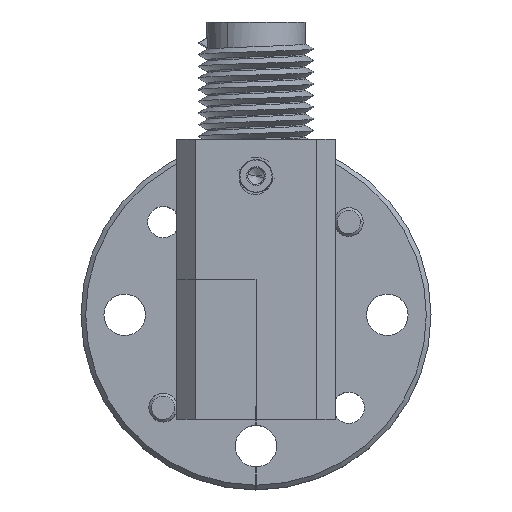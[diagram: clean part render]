
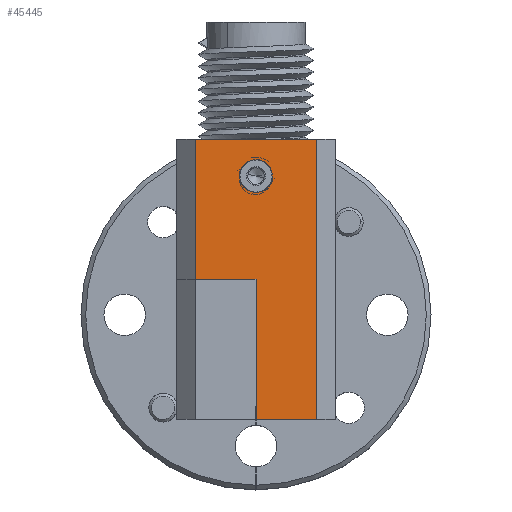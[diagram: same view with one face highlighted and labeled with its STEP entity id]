
A CAD part, top view. The second image highlights one B-rep face of the part: STEP entity #45445.
In plain terms, the highlighted planar face has unit normal (0, 0, 1).
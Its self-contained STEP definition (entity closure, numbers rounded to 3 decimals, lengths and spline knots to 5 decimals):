
#662 = FACE_BOUND ( 'NONE', #38448, .T. ) ;
#783 = EDGE_CURVE ( 'NONE', #38125, #6075, #23715, .T. ) ;
#1097 = EDGE_CURVE ( 'NONE', #31534, #6504, #15146, .T. ) ;
#2906 = VECTOR ( 'NONE', #20015, 39.37008 ) ;
#4930 = CARTESIAN_POINT ( 'NONE',  ( 1.02939, -1.72988, 0.7797 ) ) ;
#5033 = DIRECTION ( 'NONE',  ( 1., 0., 0. ) ) ;
#6063 = AXIS2_PLACEMENT_3D ( 'NONE', #30328, #27086, #44905 ) ;
#6075 = VERTEX_POINT ( 'NONE', #25709 ) ;
#6148 = ORIENTED_EDGE ( 'NONE', *, *, #19131, .F. ) ;
#6373 = EDGE_CURVE ( 'NONE', #13783, #15667, #9053, .T. ) ;
#6504 = VERTEX_POINT ( 'NONE', #14501 ) ;
#7563 = VECTOR ( 'NONE', #17011, 39.37008 ) ;
#8300 = LINE ( 'NONE', #39991, #21480 ) ;
#9053 = CIRCLE ( 'NONE', #6063, 0.035 ) ;
#12297 = CARTESIAN_POINT ( 'NONE',  ( 0.72939, -1.87988, 0.7797 ) ) ;
#13783 = VERTEX_POINT ( 'NONE', #44898 ) ;
#14501 = CARTESIAN_POINT ( 'NONE',  ( 1.02939, -1.12988, 0.7797 ) ) ;
#15146 = LINE ( 'NONE', #15379, #30284 ) ;
#15258 = LINE ( 'NONE', #15717, #41483 ) ;
#15379 = CARTESIAN_POINT ( 'NONE',  ( 1.02939, -1.87988, 0.7797 ) ) ;
#15667 = VERTEX_POINT ( 'NONE', #24908 ) ;
#15717 = CARTESIAN_POINT ( 'NONE',  ( 0.72939, -1.12988, 0.7797 ) ) ;
#15794 = FACE_OUTER_BOUND ( 'NONE', #26536, .T. ) ;
#17011 = DIRECTION ( 'NONE',  ( 1., 0., 0. ) ) ;
#17692 = ORIENTED_EDGE ( 'NONE', *, *, #783, .T. ) ;
#18836 = EDGE_CURVE ( 'NONE', #18860, #6504, #15258, .T. ) ;
#18860 = VERTEX_POINT ( 'NONE', #36282 ) ;
#19131 = EDGE_CURVE ( 'NONE', #31534, #6075, #34615, .T. ) ;
#19430 = ORIENTED_EDGE ( 'NONE', *, *, #30441, .F. ) ;
#19629 = DIRECTION ( 'NONE',  ( 0., -1., 0. ) ) ;
#20015 = DIRECTION ( 'NONE',  ( 0., -1., 0. ) ) ;
#20470 = CARTESIAN_POINT ( 'NONE',  ( 0.72939, -1.42988, 0.7797 ) ) ;
#20477 = CARTESIAN_POINT ( 'NONE',  ( 0.89939, -1.87988, 0.7797 ) ) ;
#21446 = CARTESIAN_POINT ( 'NONE',  ( 1.27439, -1.72988, 0.7797 ) ) ;
#21451 = AXIS2_PLACEMENT_3D ( 'NONE', #12297, #36360, #32658 ) ;
#21480 = VECTOR ( 'NONE', #19629, 39.37008 ) ;
#22074 = DIRECTION ( 'NONE',  ( 0., 1., 0. ) ) ;
#23655 = CARTESIAN_POINT ( 'NONE',  ( 0.89939, -1.42988, 0.7797 ) ) ;
#23715 = LINE ( 'NONE', #20477, #2906 ) ;
#24694 = DIRECTION ( 'NONE',  ( -1., 0., 0. ) ) ;
#24908 = CARTESIAN_POINT ( 'NONE',  ( 0.86439, -1.20888, 0.7797 ) ) ;
#25709 = CARTESIAN_POINT ( 'NONE',  ( 0.89939, -1.72988, 0.7797 ) ) ;
#25866 = ORIENTED_EDGE ( 'NONE', *, *, #1097, .T. ) ;
#26536 = EDGE_LOOP ( 'NONE', ( #6148, #25866, #38263, #38295, #37211, #17692 ) ) ;
#26608 = DIRECTION ( 'NONE',  ( 0., 0., 1. ) ) ;
#27086 = DIRECTION ( 'NONE',  ( 0., 0., 1. ) ) ;
#30089 = DIRECTION ( 'NONE',  ( 1., 0., 0. ) ) ;
#30284 = VECTOR ( 'NONE', #22074, 39.37008 ) ;
#30328 = CARTESIAN_POINT ( 'NONE',  ( 0.89939, -1.20888, 0.7797 ) ) ;
#30441 = EDGE_CURVE ( 'NONE', #15667, #13783, #31345, .T. ) ;
#31345 = CIRCLE ( 'NONE', #34268, 0.035 ) ;
#31534 = VERTEX_POINT ( 'NONE', #4930 ) ;
#31875 = VECTOR ( 'NONE', #24694, 39.37008 ) ;
#32658 = DIRECTION ( 'NONE',  ( -1., 0., 0. ) ) ;
#32864 = CARTESIAN_POINT ( 'NONE',  ( 0.89939, -1.20888, 0.7797 ) ) ;
#33323 = CARTESIAN_POINT ( 'NONE',  ( 0.76939, -1.42988, 0.7797 ) ) ;
#34268 = AXIS2_PLACEMENT_3D ( 'NONE', #32864, #26608, #30089 ) ;
#34424 = VERTEX_POINT ( 'NONE', #33323 ) ;
#34615 = LINE ( 'NONE', #21446, #31875 ) ;
#34761 = EDGE_CURVE ( 'NONE', #18860, #34424, #8300, .T. ) ;
#36282 = CARTESIAN_POINT ( 'NONE',  ( 0.76939, -1.12988, 0.7797 ) ) ;
#36360 = DIRECTION ( 'NONE',  ( 0., 0., -1. ) ) ;
#37211 = ORIENTED_EDGE ( 'NONE', *, *, #38005, .T. ) ;
#38005 = EDGE_CURVE ( 'NONE', #34424, #38125, #39164, .T. ) ;
#38125 = VERTEX_POINT ( 'NONE', #23655 ) ;
#38263 = ORIENTED_EDGE ( 'NONE', *, *, #18836, .F. ) ;
#38295 = ORIENTED_EDGE ( 'NONE', *, *, #34761, .T. ) ;
#38448 = EDGE_LOOP ( 'NONE', ( #39120, #19430 ) ) ;
#39120 = ORIENTED_EDGE ( 'NONE', *, *, #6373, .F. ) ;
#39164 = LINE ( 'NONE', #20470, #7563 ) ;
#39991 = CARTESIAN_POINT ( 'NONE',  ( 0.76939, -1.42988, 0.7797 ) ) ;
#40295 = PLANE ( 'NONE',  #21451 ) ;
#41483 = VECTOR ( 'NONE', #5033, 39.37008 ) ;
#44898 = CARTESIAN_POINT ( 'NONE',  ( 0.93439, -1.20888, 0.7797 ) ) ;
#44905 = DIRECTION ( 'NONE',  ( 1., 0., 0. ) ) ;
#45445 = ADVANCED_FACE ( 'NONE', ( #662, #15794 ), #40295, .F. ) ;
